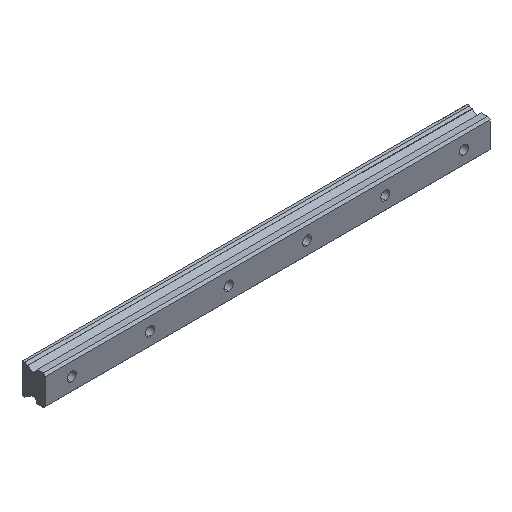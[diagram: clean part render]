
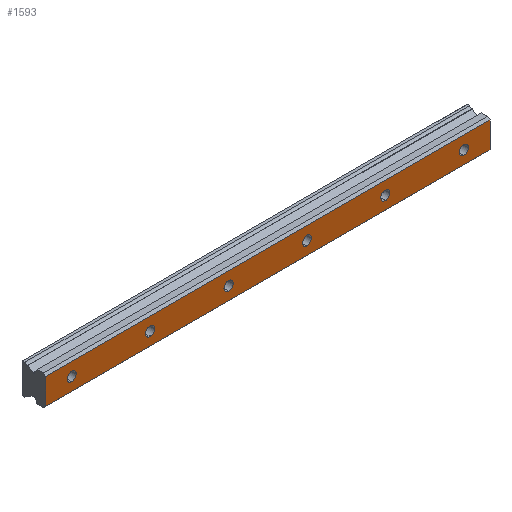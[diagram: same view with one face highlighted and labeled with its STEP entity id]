
A CAD part, isometric view. The second image highlights one B-rep face of the part: STEP entity #1593.
In plain terms, the highlighted planar face has unit normal (0, -1, 0).
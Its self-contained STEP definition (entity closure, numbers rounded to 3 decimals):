
#36 = VERTEX_POINT ( 'NONE', #76 ) ;
#52 = VERTEX_POINT ( 'NONE', #589 ) ;
#66 = DIRECTION ( 'NONE',  ( 0., -1., 0. ) ) ;
#70 = CARTESIAN_POINT ( 'NONE',  ( 240., 0., 0. ) ) ;
#76 = CARTESIAN_POINT ( 'NONE',  ( 320., 0., -9.9 ) ) ;
#80 = DIRECTION ( 'NONE',  ( 0., -1., 0. ) ) ;
#89 = CARTESIAN_POINT ( 'NONE',  ( 0., 0., -3.5 ) ) ;
#116 = CARTESIAN_POINT ( 'NONE',  ( 0., 0., 0. ) ) ;
#135 = DIRECTION ( 'NONE',  ( 0., -1., 0. ) ) ;
#148 = CARTESIAN_POINT ( 'NONE',  ( 240., 0., 3.5 ) ) ;
#159 = EDGE_CURVE ( 'NONE', #36, #1159, #514, .T. ) ;
#166 = LINE ( 'NONE', #1448, #902 ) ;
#213 = DIRECTION ( 'NONE',  ( 0., -1., 0. ) ) ;
#240 = EDGE_CURVE ( 'NONE', #513, #36, #531, .T. ) ;
#245 = VERTEX_POINT ( 'NONE', #550 ) ;
#253 = CIRCLE ( 'NONE', #1469, 3.5 ) ;
#256 = AXIS2_PLACEMENT_3D ( 'NONE', #518, #691, #1509 ) ;
#285 = CARTESIAN_POINT ( 'NONE',  ( -20., 0., 9.9 ) ) ;
#289 = CIRCLE ( 'NONE', #1412, 3.5 ) ;
#297 = DIRECTION ( 'NONE',  ( 1., 0., 0. ) ) ;
#300 = ORIENTED_EDGE ( 'NONE', *, *, #1750, .F. ) ;
#301 = CARTESIAN_POINT ( 'NONE',  ( 300., 0., 0. ) ) ;
#302 = EDGE_CURVE ( 'NONE', #866, #245, #1171, .T. ) ;
#321 = VECTOR ( 'NONE', #1649, 1000. ) ;
#327 = DIRECTION ( 'NONE',  ( 0., 0., 1. ) ) ;
#329 = EDGE_LOOP ( 'NONE', ( #585, #1784 ) ) ;
#337 = DIRECTION ( 'NONE',  ( 0., -1., 0. ) ) ;
#341 = AXIS2_PLACEMENT_3D ( 'NONE', #116, #135, #1096 ) ;
#357 = CARTESIAN_POINT ( 'NONE',  ( 60., 0., -3.5 ) ) ;
#358 = DIRECTION ( 'NONE',  ( 0., 0., 1. ) ) ;
#365 = CIRCLE ( 'NONE', #1072, 3.5 ) ;
#392 = FACE_BOUND ( 'NONE', #1155, .T. ) ;
#394 = EDGE_CURVE ( 'NONE', #1317, #52, #289, .T. ) ;
#401 = FACE_BOUND ( 'NONE', #1305, .T. ) ;
#412 = FACE_BOUND ( 'NONE', #1775, .T. ) ;
#419 = EDGE_CURVE ( 'NONE', #824, #1650, #1260, .T. ) ;
#425 = CARTESIAN_POINT ( 'NONE',  ( 120., 0., -3.5 ) ) ;
#438 = VERTEX_POINT ( 'NONE', #89 ) ;
#442 = ORIENTED_EDGE ( 'NONE', *, *, #1153, .F. ) ;
#443 = CARTESIAN_POINT ( 'NONE',  ( 120., 0., 0. ) ) ;
#454 = CARTESIAN_POINT ( 'NONE',  ( 300., 0., 3.5 ) ) ;
#475 = CARTESIAN_POINT ( 'NONE',  ( 180., 0., 0. ) ) ;
#478 = CARTESIAN_POINT ( 'NONE',  ( 120., 0., 0. ) ) ;
#488 = CIRCLE ( 'NONE', #1373, 3.5 ) ;
#511 = DIRECTION ( 'NONE',  ( 0., 0., 1. ) ) ;
#513 = VERTEX_POINT ( 'NONE', #941 ) ;
#514 = LINE ( 'NONE', #1411, #809 ) ;
#518 = CARTESIAN_POINT ( 'NONE',  ( 320., 0., 9.9 ) ) ;
#520 = DIRECTION ( 'NONE',  ( 0., 0., 1. ) ) ;
#526 = PLANE ( 'NONE',  #256 ) ;
#528 = CARTESIAN_POINT ( 'NONE',  ( 180., 0., 0. ) ) ;
#531 = LINE ( 'NONE', #1101, #321 ) ;
#550 = CARTESIAN_POINT ( 'NONE',  ( 120., 0., 3.5 ) ) ;
#585 = ORIENTED_EDGE ( 'NONE', *, *, #1480, .F. ) ;
#586 = CARTESIAN_POINT ( 'NONE',  ( 60., 0., 0. ) ) ;
#589 = CARTESIAN_POINT ( 'NONE',  ( 300., 0., -3.5 ) ) ;
#598 = CIRCLE ( 'NONE', #1318, 3.5 ) ;
#603 = ORIENTED_EDGE ( 'NONE', *, *, #924, .F. ) ;
#605 = DIRECTION ( 'NONE',  ( 0., -1., 0. ) ) ;
#610 = VERTEX_POINT ( 'NONE', #148 ) ;
#649 = EDGE_LOOP ( 'NONE', ( #1507, #853, #1123, #1641 ) ) ;
#666 = DIRECTION ( 'NONE',  ( -1., 0., 0. ) ) ;
#678 = FACE_BOUND ( 'NONE', #767, .T. ) ;
#691 = DIRECTION ( 'NONE',  ( 0., 1., 0. ) ) ;
#740 = CARTESIAN_POINT ( 'NONE',  ( 180., 0., 3.5 ) ) ;
#745 = CIRCLE ( 'NONE', #341, 3.5 ) ;
#762 = EDGE_CURVE ( 'NONE', #1650, #824, #1414, .T. ) ;
#767 = EDGE_LOOP ( 'NONE', ( #300, #1485 ) ) ;
#773 = CARTESIAN_POINT ( 'NONE',  ( 0., 0., 3.5 ) ) ;
#797 = EDGE_LOOP ( 'NONE', ( #1433, #842 ) ) ;
#798 = CARTESIAN_POINT ( 'NONE',  ( 180., 0., -3.5 ) ) ;
#804 = CIRCLE ( 'NONE', #1344, 3.5 ) ;
#809 = VECTOR ( 'NONE', #666, 1000. ) ;
#816 = ORIENTED_EDGE ( 'NONE', *, *, #938, .F. ) ;
#824 = VERTEX_POINT ( 'NONE', #740 ) ;
#842 = ORIENTED_EDGE ( 'NONE', *, *, #762, .F. ) ;
#853 = ORIENTED_EDGE ( 'NONE', *, *, #240, .F. ) ;
#866 = VERTEX_POINT ( 'NONE', #425 ) ;
#902 = VECTOR ( 'NONE', #297, 1000. ) ;
#915 = DIRECTION ( 'NONE',  ( 0., 0., 1. ) ) ;
#924 = EDGE_CURVE ( 'NONE', #1179, #1134, #1566, .T. ) ;
#932 = AXIS2_PLACEMENT_3D ( 'NONE', #478, #605, #915 ) ;
#938 = EDGE_CURVE ( 'NONE', #52, #1317, #1384, .T. ) ;
#941 = CARTESIAN_POINT ( 'NONE',  ( 320., 0., 9.9 ) ) ;
#945 = FACE_BOUND ( 'NONE', #329, .T. ) ;
#967 = DIRECTION ( 'NONE',  ( 0., -1., 0. ) ) ;
#972 = VERTEX_POINT ( 'NONE', #1298 ) ;
#999 = DIRECTION ( 'NONE',  ( 0., -1., 0. ) ) ;
#1023 = CARTESIAN_POINT ( 'NONE',  ( 0., 0., 0. ) ) ;
#1072 = AXIS2_PLACEMENT_3D ( 'NONE', #1023, #1599, #327 ) ;
#1076 = DIRECTION ( 'NONE',  ( 0., 0., 1. ) ) ;
#1086 = EDGE_CURVE ( 'NONE', #1159, #1704, #1573, .T. ) ;
#1096 = DIRECTION ( 'NONE',  ( 0., 0., 1. ) ) ;
#1101 = CARTESIAN_POINT ( 'NONE',  ( 320., 0., 9.9 ) ) ;
#1123 = ORIENTED_EDGE ( 'NONE', *, *, #1328, .F. ) ;
#1134 = VERTEX_POINT ( 'NONE', #357 ) ;
#1144 = VECTOR ( 'NONE', #1076, 1000. ) ;
#1153 = EDGE_CURVE ( 'NONE', #438, #1413, #745, .T. ) ;
#1155 = EDGE_LOOP ( 'NONE', ( #1829, #442 ) ) ;
#1159 = VERTEX_POINT ( 'NONE', #1396 ) ;
#1171 = CIRCLE ( 'NONE', #932, 3.5 ) ;
#1179 = VERTEX_POINT ( 'NONE', #1672 ) ;
#1209 = CARTESIAN_POINT ( 'NONE',  ( -20., 0., 9.9 ) ) ;
#1227 = AXIS2_PLACEMENT_3D ( 'NONE', #528, #967, #520 ) ;
#1229 = AXIS2_PLACEMENT_3D ( 'NONE', #475, #66, #1600 ) ;
#1260 = CIRCLE ( 'NONE', #1227, 3.5 ) ;
#1298 = CARTESIAN_POINT ( 'NONE',  ( 240., 0., -3.5 ) ) ;
#1299 = ORIENTED_EDGE ( 'NONE', *, *, #394, .F. ) ;
#1300 = DIRECTION ( 'NONE',  ( 0., 0., 1. ) ) ;
#1305 = EDGE_LOOP ( 'NONE', ( #1299, #816 ) ) ;
#1317 = VERTEX_POINT ( 'NONE', #454 ) ;
#1318 = AXIS2_PLACEMENT_3D ( 'NONE', #70, #80, #511 ) ;
#1324 = ORIENTED_EDGE ( 'NONE', *, *, #1394, .F. ) ;
#1328 = EDGE_CURVE ( 'NONE', #1704, #513, #166, .T. ) ;
#1344 = AXIS2_PLACEMENT_3D ( 'NONE', #443, #999, #1300 ) ;
#1367 = EDGE_CURVE ( 'NONE', #1413, #438, #365, .T. ) ;
#1373 = AXIS2_PLACEMENT_3D ( 'NONE', #1481, #213, #1498 ) ;
#1384 = CIRCLE ( 'NONE', #1710, 3.5 ) ;
#1385 = FACE_OUTER_BOUND ( 'NONE', #649, .T. ) ;
#1394 = EDGE_CURVE ( 'NONE', #1134, #1179, #253, .T. ) ;
#1396 = CARTESIAN_POINT ( 'NONE',  ( -20., 0., -9.9 ) ) ;
#1402 = FACE_BOUND ( 'NONE', #797, .T. ) ;
#1411 = CARTESIAN_POINT ( 'NONE',  ( 320., 0., -9.9 ) ) ;
#1412 = AXIS2_PLACEMENT_3D ( 'NONE', #1632, #1638, #358 ) ;
#1413 = VERTEX_POINT ( 'NONE', #773 ) ;
#1414 = CIRCLE ( 'NONE', #1229, 3.5 ) ;
#1433 = ORIENTED_EDGE ( 'NONE', *, *, #419, .F. ) ;
#1440 = DIRECTION ( 'NONE',  ( 0., -1., 0. ) ) ;
#1448 = CARTESIAN_POINT ( 'NONE',  ( 320., 0., 9.9 ) ) ;
#1464 = CARTESIAN_POINT ( 'NONE',  ( 60., 0., 0. ) ) ;
#1469 = AXIS2_PLACEMENT_3D ( 'NONE', #1464, #1702, #1569 ) ;
#1480 = EDGE_CURVE ( 'NONE', #610, #972, #598, .T. ) ;
#1481 = CARTESIAN_POINT ( 'NONE',  ( 240., 0., 0. ) ) ;
#1485 = ORIENTED_EDGE ( 'NONE', *, *, #302, .F. ) ;
#1487 = EDGE_CURVE ( 'NONE', #972, #610, #488, .T. ) ;
#1498 = DIRECTION ( 'NONE',  ( 0., 0., 1. ) ) ;
#1507 = ORIENTED_EDGE ( 'NONE', *, *, #159, .F. ) ;
#1509 = DIRECTION ( 'NONE',  ( 0., 0., 1. ) ) ;
#1538 = AXIS2_PLACEMENT_3D ( 'NONE', #586, #1440, #1718 ) ;
#1566 = CIRCLE ( 'NONE', #1538, 3.5 ) ;
#1569 = DIRECTION ( 'NONE',  ( 0., 0., 1. ) ) ;
#1573 = LINE ( 'NONE', #1209, #1144 ) ;
#1593 = ADVANCED_FACE ( 'NONE', ( #1385, #392, #401, #945, #1402, #678, #412 ), #526, .F. ) ;
#1599 = DIRECTION ( 'NONE',  ( 0., -1., 0. ) ) ;
#1600 = DIRECTION ( 'NONE',  ( 0., 0., 1. ) ) ;
#1602 = DIRECTION ( 'NONE',  ( 0., 0., 1. ) ) ;
#1632 = CARTESIAN_POINT ( 'NONE',  ( 300., 0., 0. ) ) ;
#1638 = DIRECTION ( 'NONE',  ( 0., -1., 0. ) ) ;
#1641 = ORIENTED_EDGE ( 'NONE', *, *, #1086, .F. ) ;
#1649 = DIRECTION ( 'NONE',  ( 0., 0., -1. ) ) ;
#1650 = VERTEX_POINT ( 'NONE', #798 ) ;
#1672 = CARTESIAN_POINT ( 'NONE',  ( 60., 0., 3.5 ) ) ;
#1702 = DIRECTION ( 'NONE',  ( 0., -1., 0. ) ) ;
#1704 = VERTEX_POINT ( 'NONE', #285 ) ;
#1710 = AXIS2_PLACEMENT_3D ( 'NONE', #301, #337, #1602 ) ;
#1718 = DIRECTION ( 'NONE',  ( 0., 0., 1. ) ) ;
#1750 = EDGE_CURVE ( 'NONE', #245, #866, #804, .T. ) ;
#1775 = EDGE_LOOP ( 'NONE', ( #603, #1324 ) ) ;
#1784 = ORIENTED_EDGE ( 'NONE', *, *, #1487, .F. ) ;
#1829 = ORIENTED_EDGE ( 'NONE', *, *, #1367, .F. ) ;
